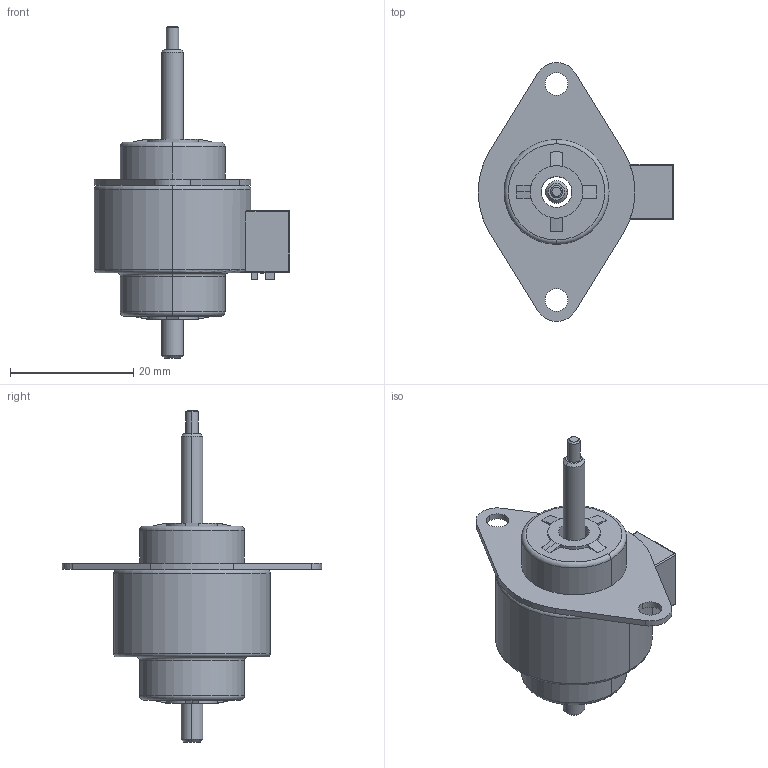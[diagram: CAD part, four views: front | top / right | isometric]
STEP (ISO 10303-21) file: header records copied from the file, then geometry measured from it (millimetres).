
FILE_DESCRIPTION (( 'STEP AP214' ), '1' );
FILE_NAME ('AMETEK-25343-05-50-NW.STEP', '2023-05-02T08:11:01', ( '' ), ( '' ), 'SwSTEP 2.0', 'SolidWorks 2022', '' );
FILE_SCHEMA (( 'AUTOMOTIVE_DESIGN' ));
Length unit declared in the file: millimetre
Products named in the file (3): G4 25000 Non-Captive Screw; AMETEK-25343-05-50-NW; G4 25000 Non-Captive_默认
Assembly tree (2 placements, depth 2):
  AMETEK-25343-05-50-NW
    G4 25000 Non-Captive_默认
    G4 25000 Non-Captive Screw
Bounding box: 31.7 x 42 x 53.81 mm (x, y, z)
Volume: 11302.4 mm3; surface area: 5156.9 mm2
Topology: 2 solids, 2 shells, 144 faces, 347 edges, 214 vertices
Faces by surface type: plane 76, cylinder 38, cone 16, torus 10, sphere 4
Entity records: 5307 total; most frequent: CARTESIAN_POINT 790, DIRECTION 739, ORIENTED_EDGE 686, EDGE_CURVE 343, AXIS2_PLACEMENT_3D 271, VERTEX_POINT 214, LINE 197, VECTOR 197
